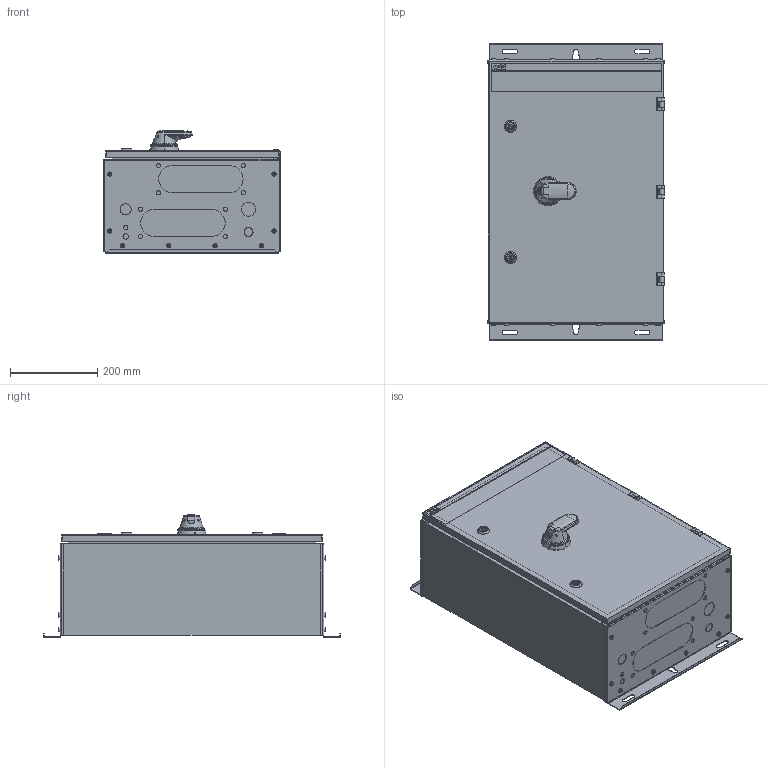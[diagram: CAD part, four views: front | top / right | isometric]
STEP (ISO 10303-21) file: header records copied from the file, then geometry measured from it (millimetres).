
FILE_DESCRIPTION((''),'2;1');
FILE_NAME('OTKM604023P2C_SW0001','2021-04-27T12:54:31',('FIJOKON'),(''),'CREO PARAMETRIC BY PTC INC, 2020184','CREO PARAMETRIC BY PTC INC, 2020184','');
FILE_SCHEMA(('AUTOMOTIVE_DESIGN { 1 0 10303 214 1 1 1 1 }'));
Products named in the file (1): OTKM604023P2C_SW0001
Bounding box: 403.85 x 680.08 x 280.38 mm (x, y, z)
Volume: 54630066.2 mm3; surface area: 1473781.7 mm2
Topology: 1 solids, 1 shells, 1297 faces, 3382 edges, 2185 vertices
Faces by surface type: plane 811, cylinder 347, cone 62, torus 41, bspline 19, sphere 10, extrusion 7
Entity records: 56253 total; most frequent: CARTESIAN_POINT 13203, ORIENTED_EDGE 6752, DIRECTION 6664, EDGE_CURVE 3376, VECTOR 2337, LINE 2330, VERTEX_POINT 2185, AXIS2_PLACEMENT_3D 2162
